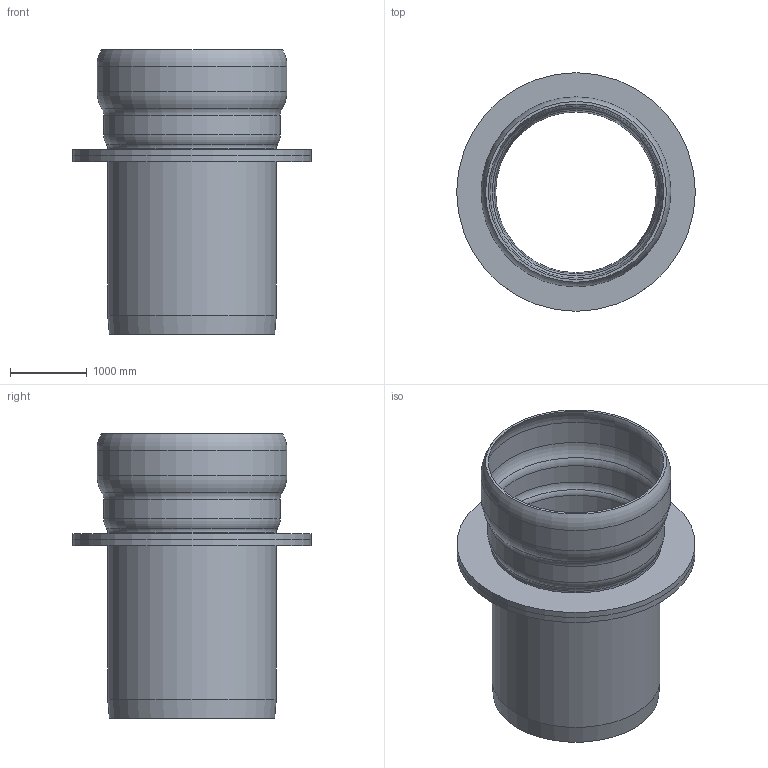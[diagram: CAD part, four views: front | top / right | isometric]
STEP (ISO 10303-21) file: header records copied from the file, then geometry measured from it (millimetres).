
FILE_DESCRIPTION(/* description */ (''),/* implementation_level */ '2;1');
FILE_NAME(/* name */ '82650.200X_3D.stp',/* time_stamp */ '2024-12-12T09:49:39+01:00',/* author */ ('CAD'),/* organization */ (''),/* preprocessor_version */ 'ST-DEVELOPER v20',/* originating_system */ 'AutoCAD Mechanical',/* authorisation */ '');
FILE_SCHEMA (('AUTOMOTIVE_DESIGN { 1 0 10303 214 3 1 1 }'));
Length unit declared in the file: centimetre
Products named in the file (1): Product
Bounding box: 3100 x 3100 x 3700 mm (x, y, z)
Volume: 1346579479.1 mm3; surface area: 70118692.6 mm2
Topology: 3 solids, 3 shells, 28 faces, 60 edges, 38 vertices
Faces by surface type: torus 10, cylinder 10, plane 6, cone 2
Full cylindrical faces by diameter (mm): 2132 x1, 2190 x1, 2220 x2, 2240 x1, 2298 x1, 2410 x1, 2468 x1, 3100 x2
Entity records: 825 total; most frequent: DIRECTION 166, CARTESIAN_POINT 127, ORIENTED_EDGE 120, AXIS2_PLACEMENT_3D 77, EDGE_CURVE 60, CIRCLE 48, VERTEX_POINT 38, EDGE_LOOP 34
